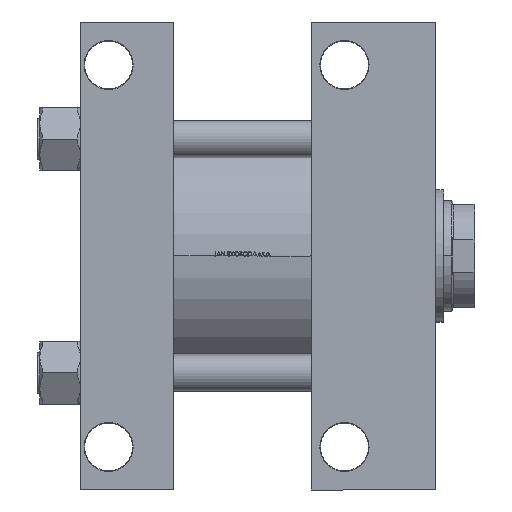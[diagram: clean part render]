
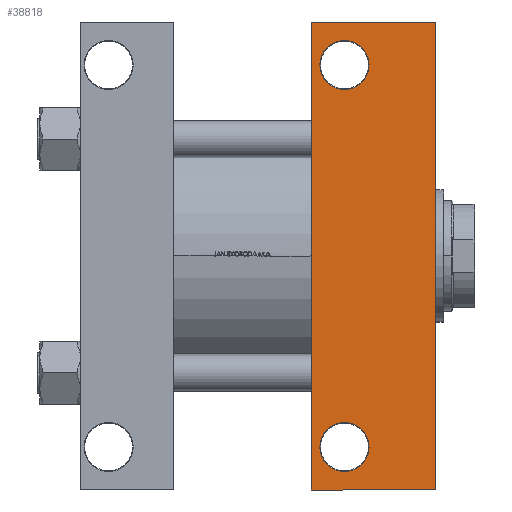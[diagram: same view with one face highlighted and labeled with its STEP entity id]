
A CAD part, front view. The second image highlights one B-rep face of the part: STEP entity #38818.
In plain terms, the highlighted face is planar.
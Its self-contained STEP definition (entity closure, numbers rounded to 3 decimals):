
#92 = VERTEX_POINT ( 'NONE', #19264 ) ;
#669 = VERTEX_POINT ( 'NONE', #23943 ) ;
#1064 = LINE ( 'NONE', #15423, #15706 ) ;
#1358 = CARTESIAN_POINT ( 'NONE',  ( 195., -155.5, -122.5 ) ) ;
#1539 = AXIS2_PLACEMENT_3D ( 'NONE', #25576, #37472, #44077 ) ;
#1656 = AXIS2_PLACEMENT_3D ( 'NONE', #10883, #32768, #44199 ) ;
#1694 = EDGE_LOOP ( 'NONE', ( #6504, #10063 ) ) ;
#1720 = VECTOR ( 'NONE', #33791, 1000. ) ;
#2697 = CARTESIAN_POINT ( 'NONE',  ( 289., 122.5, -122.5 ) ) ;
#4026 = DIRECTION ( 'NONE',  ( 0., 0., 1. ) ) ;
#4528 = EDGE_CURVE ( 'NONE', #23787, #669, #33368, .T. ) ;
#4649 = EDGE_CURVE ( 'NONE', #669, #23787, #24936, .T. ) ;
#4951 = DIRECTION ( 'NONE',  ( -1., 0., 0. ) ) ;
#5078 = AXIS2_PLACEMENT_3D ( 'NONE', #37313, #4026, #45343 ) ;
#5423 = FACE_BOUND ( 'NONE', #1694, .T. ) ;
#6115 = VERTEX_POINT ( 'NONE', #41469 ) ;
#6242 = EDGE_LOOP ( 'NONE', ( #45235, #15260, #35339, #38468 ) ) ;
#6504 = ORIENTED_EDGE ( 'NONE', *, *, #4528, .T. ) ;
#10063 = ORIENTED_EDGE ( 'NONE', *, *, #4649, .T. ) ;
#10805 = EDGE_CURVE ( 'NONE', #92, #17439, #23322, .T. ) ;
#10883 = CARTESIAN_POINT ( 'NONE',  ( 215., -155.5, -122.5 ) ) ;
#10930 = CARTESIAN_POINT ( 'NONE',  ( 215., 155.5, -122.5 ) ) ;
#11001 = EDGE_CURVE ( 'NONE', #22028, #17439, #1064, .T. ) ;
#11231 = DIRECTION ( 'NONE',  ( 1., 0., 0. ) ) ;
#13211 = PLANE ( 'NONE',  #35642 ) ;
#15260 = ORIENTED_EDGE ( 'NONE', *, *, #18348, .T. ) ;
#15308 = AXIS2_PLACEMENT_3D ( 'NONE', #10930, #17751, #32578 ) ;
#15423 = CARTESIAN_POINT ( 'NONE',  ( 188., -190.5, -122.5 ) ) ;
#15706 = VECTOR ( 'NONE', #4951, 1000. ) ;
#15783 = EDGE_CURVE ( 'NONE', #44712, #22028, #39656, .T. ) ;
#17439 = VERTEX_POINT ( 'NONE', #43812 ) ;
#17751 = DIRECTION ( 'NONE',  ( 0., 0., 1. ) ) ;
#18348 = EDGE_CURVE ( 'NONE', #92, #44712, #29706, .T. ) ;
#19264 = CARTESIAN_POINT ( 'NONE',  ( 188., 190.5, -122.5 ) ) ;
#19773 = FACE_BOUND ( 'NONE', #44656, .T. ) ;
#20013 = FACE_OUTER_BOUND ( 'NONE', #6242, .T. ) ;
#21181 = CARTESIAN_POINT ( 'NONE',  ( 235., 155.5, -122.5 ) ) ;
#21650 = DIRECTION ( 'NONE',  ( 0., -1., 0. ) ) ;
#21862 = ORIENTED_EDGE ( 'NONE', *, *, #25111, .T. ) ;
#22028 = VERTEX_POINT ( 'NONE', #32377 ) ;
#23322 = LINE ( 'NONE', #33551, #1720 ) ;
#23667 = DIRECTION ( 'NONE',  ( 0., 1., 0. ) ) ;
#23686 = VECTOR ( 'NONE', #11231, 1000. ) ;
#23787 = VERTEX_POINT ( 'NONE', #1358 ) ;
#23943 = CARTESIAN_POINT ( 'NONE',  ( 235., -155.5, -122.5 ) ) ;
#24419 = VECTOR ( 'NONE', #21650, 1000. ) ;
#24936 = CIRCLE ( 'NONE', #1656, 20. ) ;
#25111 = EDGE_CURVE ( 'NONE', #47678, #6115, #29129, .T. ) ;
#25576 = CARTESIAN_POINT ( 'NONE',  ( 215., -155.5, -122.5 ) ) ;
#27305 = CARTESIAN_POINT ( 'NONE',  ( 289., 122.5, -122.5 ) ) ;
#29129 = CIRCLE ( 'NONE', #5078, 20. ) ;
#29645 = ORIENTED_EDGE ( 'NONE', *, *, #33552, .T. ) ;
#29706 = LINE ( 'NONE', #44545, #23686 ) ;
#30851 = CIRCLE ( 'NONE', #15308, 20. ) ;
#31199 = DIRECTION ( 'NONE',  ( 0., 0., -1. ) ) ;
#32377 = CARTESIAN_POINT ( 'NONE',  ( 289., -190.5, -122.5 ) ) ;
#32578 = DIRECTION ( 'NONE',  ( 0., 1., 0. ) ) ;
#32768 = DIRECTION ( 'NONE',  ( 0., 0., 1. ) ) ;
#33368 = CIRCLE ( 'NONE', #1539, 20. ) ;
#33552 = EDGE_CURVE ( 'NONE', #6115, #47678, #30851, .T. ) ;
#33551 = CARTESIAN_POINT ( 'NONE',  ( 188., 122.5, -122.5 ) ) ;
#33791 = DIRECTION ( 'NONE',  ( 0., -1., 0. ) ) ;
#34926 = CARTESIAN_POINT ( 'NONE',  ( 289., 190.5, -122.5 ) ) ;
#35339 = ORIENTED_EDGE ( 'NONE', *, *, #15783, .T. ) ;
#35642 = AXIS2_PLACEMENT_3D ( 'NONE', #27305, #31199, #23667 ) ;
#37313 = CARTESIAN_POINT ( 'NONE',  ( 215., 155.5, -122.5 ) ) ;
#37472 = DIRECTION ( 'NONE',  ( 0., 0., 1. ) ) ;
#38468 = ORIENTED_EDGE ( 'NONE', *, *, #11001, .T. ) ;
#38818 = ADVANCED_FACE ( 'NONE', ( #19773, #5423, #20013 ), #13211, .T. ) ;
#39656 = LINE ( 'NONE', #2697, #24419 ) ;
#41469 = CARTESIAN_POINT ( 'NONE',  ( 195., 155.5, -122.5 ) ) ;
#43812 = CARTESIAN_POINT ( 'NONE',  ( 188., -190.5, -122.5 ) ) ;
#44077 = DIRECTION ( 'NONE',  ( 0., 1., 0. ) ) ;
#44199 = DIRECTION ( 'NONE',  ( 0., 1., 0. ) ) ;
#44545 = CARTESIAN_POINT ( 'NONE',  ( 188., 190.5, -122.5 ) ) ;
#44656 = EDGE_LOOP ( 'NONE', ( #29645, #21862 ) ) ;
#44712 = VERTEX_POINT ( 'NONE', #34926 ) ;
#45235 = ORIENTED_EDGE ( 'NONE', *, *, #10805, .F. ) ;
#45343 = DIRECTION ( 'NONE',  ( 0., 1., 0. ) ) ;
#47678 = VERTEX_POINT ( 'NONE', #21181 ) ;
